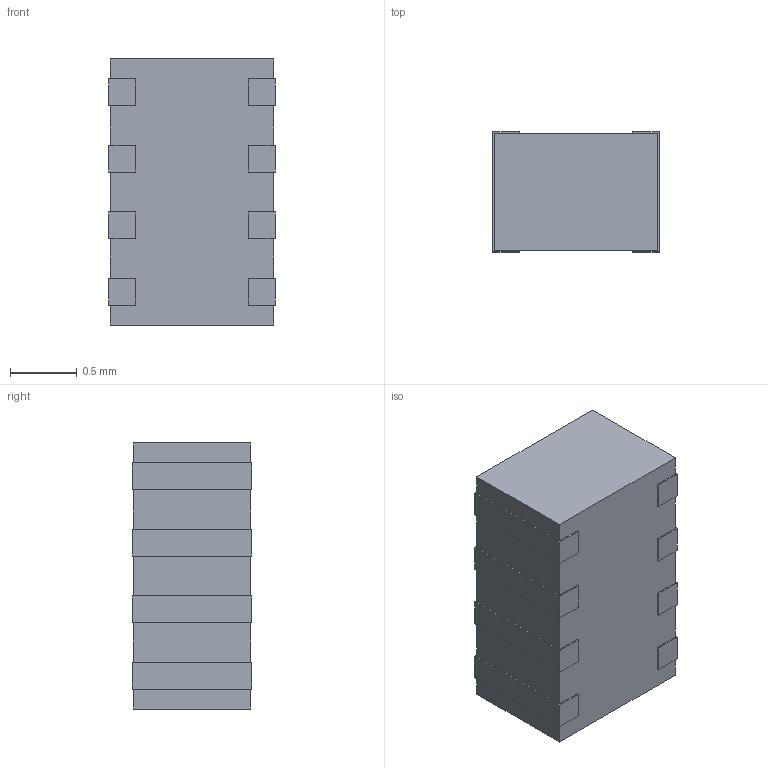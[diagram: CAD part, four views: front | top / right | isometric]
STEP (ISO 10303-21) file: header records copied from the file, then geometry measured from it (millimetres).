
FILE_DESCRIPTION((''),'2;1');
FILE_NAME('CG0805MLA','2012-08-22T',('ryans'),('Bourns, Inc.'),'PRO/ENGINEER BY PARAMETRIC TECHNOLOGY CORPORATION, 2010100','PRO/ENGINEER BY PARAMETRIC TECHNOLOGY CORPORATION, 2010100','');
FILE_SCHEMA(('CONFIG_CONTROL_DESIGN'));
Length unit declared in the file: millimetre
Products named in the file (1): CG0805MLA
Bounding box: 1.25 x 0.9 x 2 mm (x, y, z)
Volume: 2.2 mm3; surface area: 10.9 mm2
Topology: 1 solids, 1 shells, 70 faces, 204 edges, 136 vertices
Faces by surface type: plane 70
Entity records: 2306 total; most frequent: CARTESIAN_POINT 410, ORIENTED_EDGE 408, DIRECTION 344, VECTOR 204, LINE 204, EDGE_CURVE 204, VERTEX_POINT 136, AXIS2_PLACEMENT_3D 70
